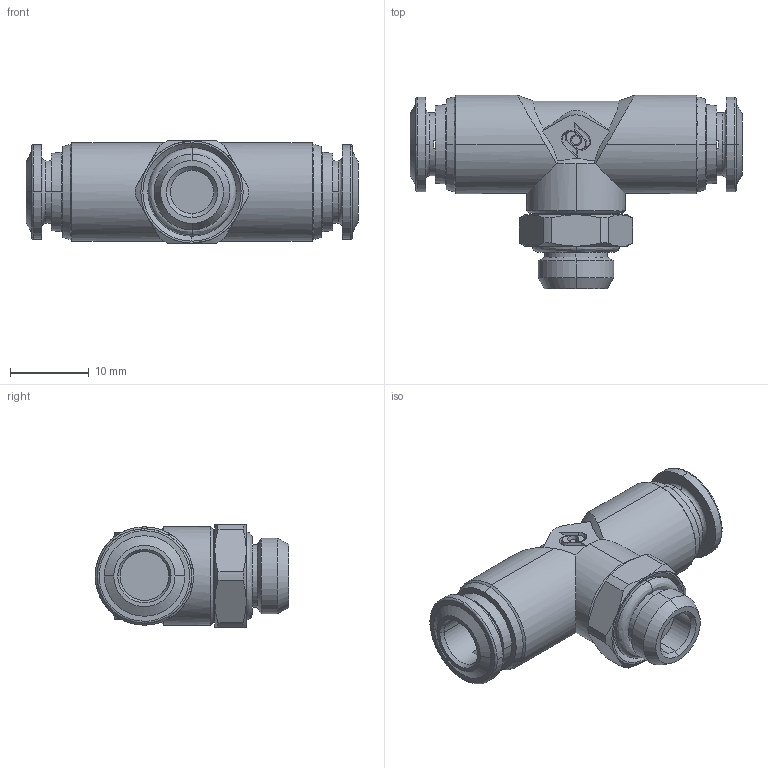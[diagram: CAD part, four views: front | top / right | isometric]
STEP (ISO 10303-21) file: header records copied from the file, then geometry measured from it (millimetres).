
FILE_DESCRIPTION (( 'STEP AP214' ), '1' );
FILE_NAME ('7021600008A.STEP', '2012-10-22T13:41:43', ( '' ), ( '' ), 'SwSTEP 2.0', 'SolidWorks 2012', '' );
FILE_SCHEMA (( 'AUTOMOTIVE_DESIGN' ));
Length unit declared in the file: millimetre
Products named in the file (1): 7021600008A
Bounding box: 42.2 x 24.6 x 13 mm (x, y, z)
Volume: 5571.5 mm3; surface area: 3246.8 mm2
Topology: 2 solids, 2 shells, 209 faces, 512 edges, 323 vertices
Faces by surface type: plane 71, cone 70, cylinder 42, bspline 26
Entity records: 7809 total; most frequent: CARTESIAN_POINT 2945, ORIENTED_EDGE 1024, DIRECTION 983, EDGE_CURVE 512, AXIS2_PLACEMENT_3D 396, VERTEX_POINT 323, EDGE_LOOP 235, CIRCLE 212
